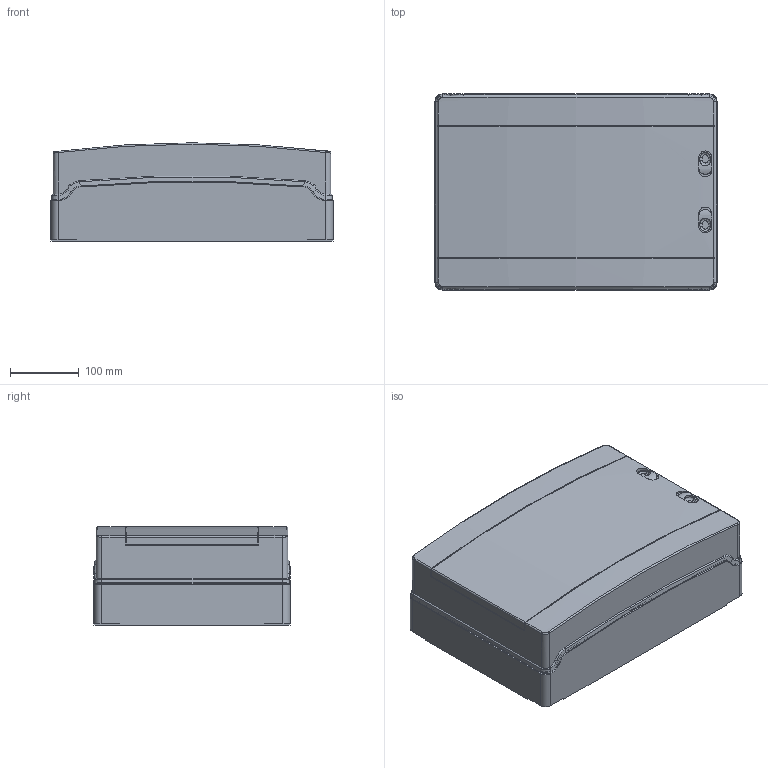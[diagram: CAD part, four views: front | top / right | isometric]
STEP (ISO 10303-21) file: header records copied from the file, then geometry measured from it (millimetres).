
FILE_DESCRIPTION((''),'2;1');
FILE_NAME('GW40106_ASM','2021-07-16T10:00:36',('User'),('Axiro Italia'),'CREO PARAMETRIC BY PTC INC, 2020354','CREO PARAMETRIC BY PTC INC, 2020354','');
FILE_SCHEMA(('CONFIG_CONTROL_DESIGN'));
Length unit declared in the file: millimetre
Products named in the file (4): GW40106_COMPONENTE_B_OR; GW40106_COMPONENTE_A_OR; GUIDA_DIN_18_1; GW40106_ASM
Assembly tree (3 placements, depth 2):
  GW40106_ASM
    GW40106_COMPONENTE_B_OR
    GW40106_COMPONENTE_A_OR
    GUIDA_DIN_18_1
Bounding box: 410 x 285 x 143 mm (x, y, z)
Volume: 3856100.6 mm3; surface area: 963153.2 mm2
Topology: 3 solids, 3 shells, 931 faces, 2428 edges, 1548 vertices
Faces by surface type: plane 549, cylinder 210, cone 90, bspline 52, torus 30
Entity records: 30620 total; most frequent: CARTESIAN_POINT 7704, ORIENTED_EDGE 4856, DIRECTION 4644, EDGE_CURVE 2428, VECTOR 1552, LINE 1552, VERTEX_POINT 1548, AXIS2_PLACEMENT_3D 1546
